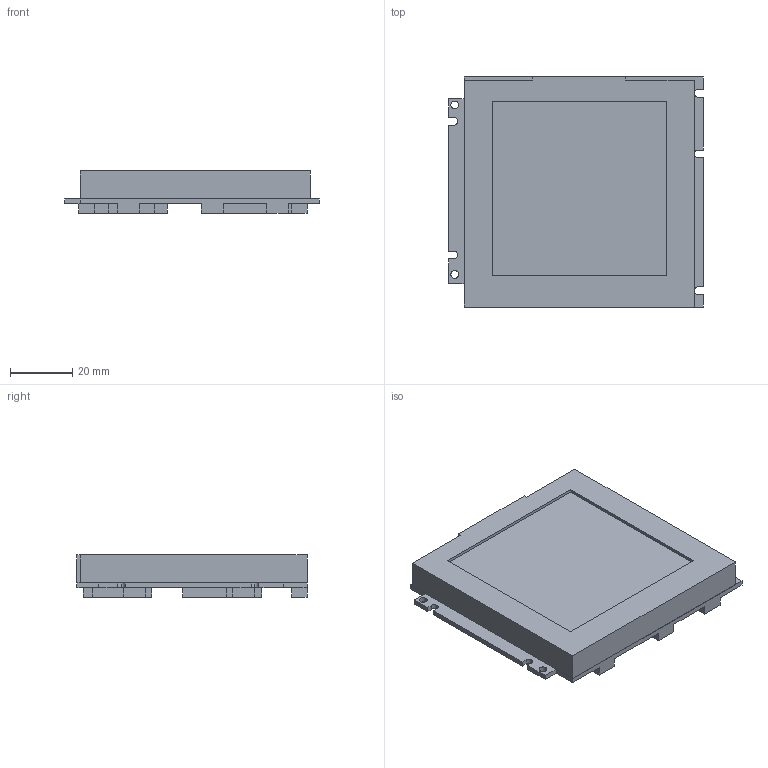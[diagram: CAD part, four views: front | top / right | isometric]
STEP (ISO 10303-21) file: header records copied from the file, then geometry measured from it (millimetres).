
FILE_DESCRIPTION (( 'STEP AP214' ), '1' );
FILE_NAME ('DMF-5008.STEP', '2022-12-22T11:51:38', ( '' ), ( '' ), 'SwSTEP 2.0', 'SolidWorks 2021', '' );
FILE_SCHEMA (( 'AUTOMOTIVE_DESIGN' ));
Length unit declared in the file: millimetre
Products named in the file (1): DMF-5008
Bounding box: 82 x 74 x 13.6 mm (x, y, z)
Volume: 59609.4 mm3; surface area: 27694.8 mm2
Topology: 2 solids, 2 shells, 121 faces, 318 edges, 212 vertices
Faces by surface type: plane 107, cylinder 14
Entity records: 4710 total; most frequent: CARTESIAN_POINT 652, ORIENTED_EDGE 636, DIRECTION 590, EDGE_CURVE 318, VECTOR 290, LINE 290, VERTEX_POINT 212, AXIS2_PLACEMENT_3D 150
